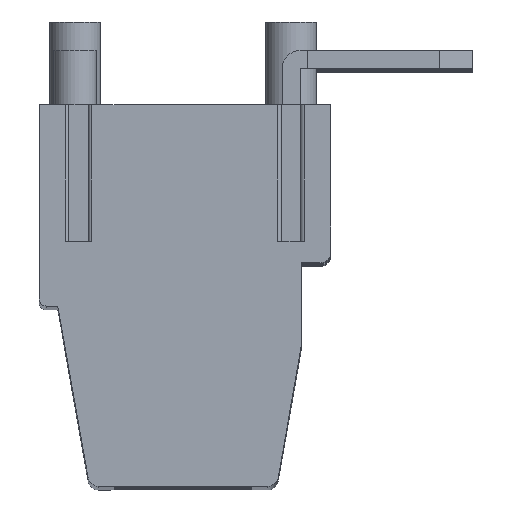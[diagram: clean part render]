
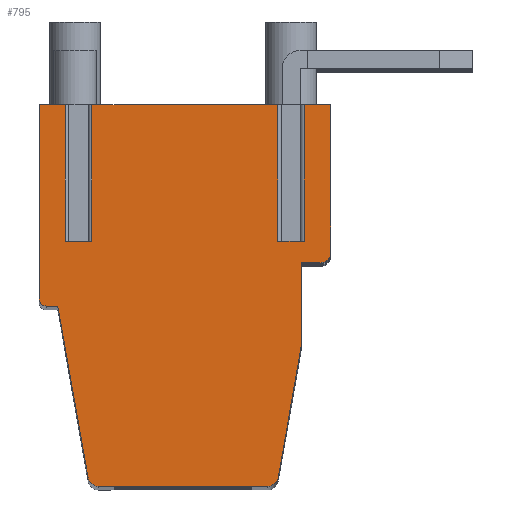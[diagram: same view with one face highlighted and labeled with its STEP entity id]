
A CAD part, top view. The second image highlights one B-rep face of the part: STEP entity #795.
In plain terms, the highlighted planar face has unit normal (0, 0, 1).
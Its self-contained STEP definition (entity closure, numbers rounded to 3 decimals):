
#795 = ADVANCED_FACE( '', ( #2111 ), #2112, .F. );
#2111 = FACE_OUTER_BOUND( '', #4019, .T. );
#2112 = PLANE( '', #4020 );
#4019 = EDGE_LOOP( '', ( #6432, #6433, #6434, #6435, #6436, #6437, #6438, #6439, #6440, #6441, #6442, #6443, #6444, #6445, #6446, #6447, #6448, #6449, #6450, #6451, #6452 ) );
#4020 = AXIS2_PLACEMENT_3D( '', #6453, #6454, #6455 );
#6432 = ORIENTED_EDGE( '', *, *, #11838, .T. );
#6433 = ORIENTED_EDGE( '', *, *, #11839, .T. );
#6434 = ORIENTED_EDGE( '', *, *, #11840, .T. );
#6435 = ORIENTED_EDGE( '', *, *, #11841, .T. );
#6436 = ORIENTED_EDGE( '', *, *, #11842, .T. );
#6437 = ORIENTED_EDGE( '', *, *, #11843, .F. );
#6438 = ORIENTED_EDGE( '', *, *, #11844, .T. );
#6439 = ORIENTED_EDGE( '', *, *, #11845, .T. );
#6440 = ORIENTED_EDGE( '', *, *, #11846, .T. );
#6441 = ORIENTED_EDGE( '', *, *, #11847, .F. );
#6442 = ORIENTED_EDGE( '', *, *, #11848, .T. );
#6443 = ORIENTED_EDGE( '', *, *, #11849, .T. );
#6444 = ORIENTED_EDGE( '', *, *, #11850, .T. );
#6445 = ORIENTED_EDGE( '', *, *, #11851, .T. );
#6446 = ORIENTED_EDGE( '', *, *, #11852, .T. );
#6447 = ORIENTED_EDGE( '', *, *, #11853, .F. );
#6448 = ORIENTED_EDGE( '', *, *, #11854, .F. );
#6449 = ORIENTED_EDGE( '', *, *, #11855, .T. );
#6450 = ORIENTED_EDGE( '', *, *, #11856, .T. );
#6451 = ORIENTED_EDGE( '', *, *, #11857, .T. );
#6452 = ORIENTED_EDGE( '', *, *, #11858, .T. );
#6453 = CARTESIAN_POINT( '', ( -8.048, 1.043, 2.5 ) );
#6454 = DIRECTION( '', ( 0., 0., -1. ) );
#6455 = DIRECTION( '', ( 0., -1., 0. ) );
#11838 = EDGE_CURVE( '', #14456, #14457, #14458, .T. );
#11839 = EDGE_CURVE( '', #14457, #14459, #14460, .T. );
#11840 = EDGE_CURVE( '', #14459, #14461, #14462, .T. );
#11841 = EDGE_CURVE( '', #14461, #14463, #14464, .F. );
#11842 = EDGE_CURVE( '', #14463, #14465, #14466, .T. );
#11843 = EDGE_CURVE( '', #14467, #14465, #14468, .T. );
#11844 = EDGE_CURVE( '', #14467, #14469, #14470, .T. );
#11845 = EDGE_CURVE( '', #14469, #14471, #14472, .T. );
#11846 = EDGE_CURVE( '', #14471, #14473, #14474, .T. );
#11847 = EDGE_CURVE( '', #14475, #14473, #14476, .T. );
#11848 = EDGE_CURVE( '', #14475, #14477, #14478, .T. );
#11849 = EDGE_CURVE( '', #14477, #14479, #14480, .T. );
#11850 = EDGE_CURVE( '', #14479, #14481, #14482, .T. );
#11851 = EDGE_CURVE( '', #14481, #14483, #14484, .T. );
#11852 = EDGE_CURVE( '', #14483, #14485, #14486, .T. );
#11853 = EDGE_CURVE( '', #14487, #14485, #14488, .T. );
#11854 = EDGE_CURVE( '', #14489, #14487, #14490, .T. );
#11855 = EDGE_CURVE( '', #14489, #14491, #14492, .T. );
#11856 = EDGE_CURVE( '', #14491, #14493, #14494, .T. );
#11857 = EDGE_CURVE( '', #14493, #14495, #14496, .T. );
#11858 = EDGE_CURVE( '', #14495, #14456, #14497, .F. );
#14456 = VERTEX_POINT( '', #18167 );
#14457 = VERTEX_POINT( '', #18168 );
#14458 = LINE( '', #18169, #18170 );
#14459 = VERTEX_POINT( '', #18171 );
#14460 = LINE( '', #18172, #18173 );
#14461 = VERTEX_POINT( '', #18174 );
#14462 = LINE( '', #18175, #18176 );
#14463 = VERTEX_POINT( '', #18177 );
#14464 = LINE( '', #18178, #18179 );
#14465 = VERTEX_POINT( '', #18180 );
#14466 = LINE( '', #18181, #18182 );
#14467 = VERTEX_POINT( '', #18183 );
#14468 = LINE( '', #18184, #18185 );
#14469 = VERTEX_POINT( '', #18186 );
#14470 = CIRCLE( '', #18187, 0.198 );
#14471 = VERTEX_POINT( '', #18188 );
#14472 = LINE( '', #18189, #18190 );
#14473 = VERTEX_POINT( '', #18191 );
#14474 = LINE( '', #18192, #18193 );
#14475 = VERTEX_POINT( '', #18194 );
#14476 = CIRCLE( '', #18195, 0.298 );
#14477 = VERTEX_POINT( '', #18196 );
#14478 = LINE( '', #18197, #18198 );
#14479 = VERTEX_POINT( '', #18199 );
#14480 = CIRCLE( '', #18200, 0.298 );
#14481 = VERTEX_POINT( '', #18201 );
#14482 = LINE( '', #18202, #18203 );
#14483 = VERTEX_POINT( '', #18204 );
#14484 = LINE( '', #18205, #18206 );
#14485 = VERTEX_POINT( '', #18207 );
#14486 = LINE( '', #18208, #18209 );
#14487 = VERTEX_POINT( '', #18210 );
#14488 = CIRCLE( '', #18211, 0.298 );
#14489 = VERTEX_POINT( '', #18212 );
#14490 = LINE( '', #18213, #18214 );
#14491 = VERTEX_POINT( '', #18215 );
#14492 = LINE( '', #18216, #18217 );
#14493 = VERTEX_POINT( '', #18218 );
#14494 = LINE( '', #18219, #18220 );
#14495 = VERTEX_POINT( '', #18221 );
#14496 = LINE( '', #18222, #18223 );
#14497 = LINE( '', #18224, #18225 );
#18167 = CARTESIAN_POINT( '', ( -5.42, 1.043, 2.5 ) );
#18168 = CARTESIAN_POINT( '', ( -10.58, 1.043, 2.5 ) );
#18169 = CARTESIAN_POINT( '', ( -8.048, 1.043, 2.5 ) );
#18170 = VECTOR( '', #22244, 1000. );
#18171 = CARTESIAN_POINT( '', ( -10.58, -2.757, 2.5 ) );
#18172 = CARTESIAN_POINT( '', ( -10.58, 1.043, 2.5 ) );
#18173 = VECTOR( '', #22245, 1000. );
#18174 = CARTESIAN_POINT( '', ( -11.32, -2.757, 2.5 ) );
#18175 = CARTESIAN_POINT( '', ( -10.63, -2.757, 2.5 ) );
#18176 = VECTOR( '', #22246, 1000. );
#18177 = CARTESIAN_POINT( '', ( -11.32, 1.043, 2.5 ) );
#18178 = CARTESIAN_POINT( '', ( -11.32, 1.043, 2.5 ) );
#18179 = VECTOR( '', #22247, 1000. );
#18180 = CARTESIAN_POINT( '', ( -12.046, 1.043, 2.5 ) );
#18181 = CARTESIAN_POINT( '', ( -8.048, 1.043, 2.5 ) );
#18182 = VECTOR( '', #22248, 1000. );
#18183 = CARTESIAN_POINT( '', ( -12.046, -4.355, 2.5 ) );
#18184 = CARTESIAN_POINT( '', ( -12.046, -4.355, 2.5 ) );
#18185 = VECTOR( '', #22249, 1000. );
#18186 = CARTESIAN_POINT( '', ( -11.848, -4.553, 2.5 ) );
#18187 = AXIS2_PLACEMENT_3D( '', #22250, #22251, #22252 );
#18188 = CARTESIAN_POINT( '', ( -11.527, -4.553, 2.5 ) );
#18189 = CARTESIAN_POINT( '', ( -11.848, -4.553, 2.5 ) );
#18190 = VECTOR( '', #22253, 1000. );
#18191 = CARTESIAN_POINT( '', ( -10.695, -9.275, 2.5 ) );
#18192 = CARTESIAN_POINT( '', ( -11.527, -4.553, 2.5 ) );
#18193 = VECTOR( '', #22254, 1000. );
#18194 = CARTESIAN_POINT( '', ( -10.398, -9.558, 2.5 ) );
#18195 = AXIS2_PLACEMENT_3D( '', #22255, #22256, #22257 );
#18196 = CARTESIAN_POINT( '', ( -5.698, -9.558, 2.5 ) );
#18197 = CARTESIAN_POINT( '', ( -10.398, -9.558, 2.5 ) );
#18198 = VECTOR( '', #22258, 1000. );
#18199 = CARTESIAN_POINT( '', ( -5.401, -9.275, 2.5 ) );
#18200 = AXIS2_PLACEMENT_3D( '', #22259, #22260, #22261 );
#18201 = CARTESIAN_POINT( '', ( -4.764, -5.661, 2.5 ) );
#18202 = CARTESIAN_POINT( '', ( -5.405, -9.298, 2.5 ) );
#18203 = VECTOR( '', #22262, 1000. );
#18204 = CARTESIAN_POINT( '', ( -4.764, -3.353, 2.5 ) );
#18205 = CARTESIAN_POINT( '', ( -4.764, -5.661, 2.5 ) );
#18206 = VECTOR( '', #22263, 1000. );
#18207 = CARTESIAN_POINT( '', ( -4.248, -3.353, 2.5 ) );
#18208 = CARTESIAN_POINT( '', ( -4.764, -3.353, 2.5 ) );
#18209 = VECTOR( '', #22264, 1000. );
#18210 = CARTESIAN_POINT( '', ( -3.95, -3.055, 2.5 ) );
#18211 = AXIS2_PLACEMENT_3D( '', #22265, #22266, #22267 );
#18212 = CARTESIAN_POINT( '', ( -3.95, 1.043, 2.5 ) );
#18213 = CARTESIAN_POINT( '', ( -3.95, 1.043, 2.5 ) );
#18214 = VECTOR( '', #22268, 1000. );
#18215 = CARTESIAN_POINT( '', ( -4.68, 1.043, 2.5 ) );
#18216 = CARTESIAN_POINT( '', ( -8.048, 1.043, 2.5 ) );
#18217 = VECTOR( '', #22269, 1000. );
#18218 = CARTESIAN_POINT( '', ( -4.68, -2.757, 2.5 ) );
#18219 = CARTESIAN_POINT( '', ( -4.68, 1.043, 2.5 ) );
#18220 = VECTOR( '', #22270, 1000. );
#18221 = CARTESIAN_POINT( '', ( -5.42, -2.757, 2.5 ) );
#18222 = CARTESIAN_POINT( '', ( -4.73, -2.757, 2.5 ) );
#18223 = VECTOR( '', #22271, 1000. );
#18224 = CARTESIAN_POINT( '', ( -5.42, 1.043, 2.5 ) );
#18225 = VECTOR( '', #22272, 1000. );
#22244 = DIRECTION( '', ( -1., 0., 0. ) );
#22245 = DIRECTION( '', ( 0., -1., 0. ) );
#22246 = DIRECTION( '', ( -1., 0., 0. ) );
#22247 = DIRECTION( '', ( 0., -1., 0. ) );
#22248 = DIRECTION( '', ( -1., 0., 0. ) );
#22249 = DIRECTION( '', ( 0., 1., 0. ) );
#22250 = CARTESIAN_POINT( '', ( -11.848, -4.355, 2.5 ) );
#22251 = DIRECTION( '', ( 0., 0., 1. ) );
#22252 = DIRECTION( '', ( -1., 0., 0. ) );
#22253 = DIRECTION( '', ( 1., 0., 0. ) );
#22254 = DIRECTION( '', ( 0.174, -0.985, 0. ) );
#22255 = CARTESIAN_POINT( '', ( -10.398, -9.26, 2.5 ) );
#22256 = DIRECTION( '', ( 0., 0., -1. ) );
#22257 = DIRECTION( '', ( 0., -1., 0. ) );
#22258 = DIRECTION( '', ( 1., 0., 0. ) );
#22259 = CARTESIAN_POINT( '', ( -5.698, -9.26, 2.5 ) );
#22260 = DIRECTION( '', ( 0., 0., 1. ) );
#22261 = DIRECTION( '', ( 0., -1., 0. ) );
#22262 = DIRECTION( '', ( 0.174, 0.985, 0. ) );
#22263 = DIRECTION( '', ( 0., 1., 0. ) );
#22264 = DIRECTION( '', ( 1., 0., 0. ) );
#22265 = CARTESIAN_POINT( '', ( -4.248, -3.055, 2.5 ) );
#22266 = DIRECTION( '', ( 0., 0., -1. ) );
#22267 = DIRECTION( '', ( 1., 0., 0. ) );
#22268 = DIRECTION( '', ( 0., -1., 0. ) );
#22269 = DIRECTION( '', ( -1., 0., 0. ) );
#22270 = DIRECTION( '', ( 0., -1., 0. ) );
#22271 = DIRECTION( '', ( -1., 0., 0. ) );
#22272 = DIRECTION( '', ( 0., -1., 0. ) );
